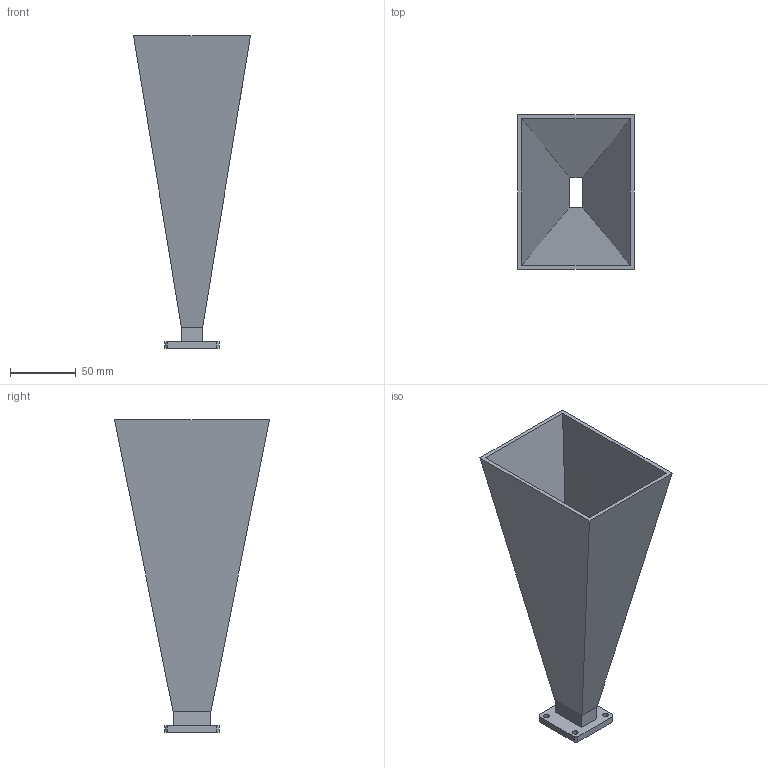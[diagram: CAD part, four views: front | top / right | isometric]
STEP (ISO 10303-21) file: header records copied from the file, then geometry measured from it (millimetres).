
FILE_DESCRIPTION (( 'STEP AP214' ), '1' );
FILE_NAME ('PEWAN090-20.step', '2021-09-15T18:24:12', ( '' ), ( '' ), 'SwSTEP 2.0', 'SolidWorks 2021', '' );
FILE_SCHEMA (( 'AUTOMOTIVE_DESIGN' ));
Length unit declared in the file: millimetre
Products named in the file (1): PEWAN090-20
Bounding box: 89.02 x 117.9 x 238 mm (x, y, z)
Volume: 192524.7 mm3; surface area: 114176.6 mm2
Topology: 1 solids, 1 shells, 36 faces, 100 edges, 68 vertices
Faces by surface type: plane 28, cylinder 8
Entity records: 1217 total; most frequent: CARTESIAN_POINT 205, ORIENTED_EDGE 200, DIRECTION 190, EDGE_CURVE 100, LINE 84, VECTOR 84, VERTEX_POINT 68, AXIS2_PLACEMENT_3D 53
